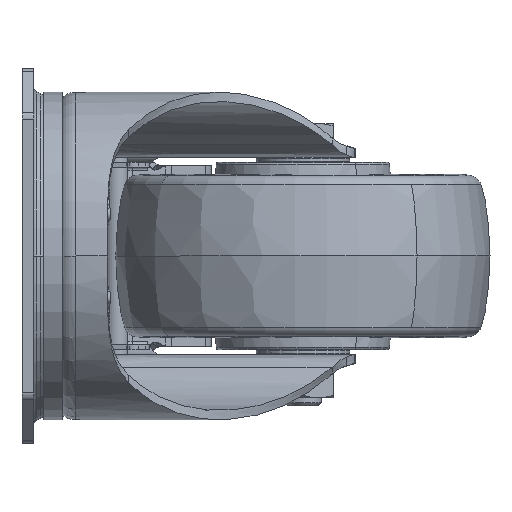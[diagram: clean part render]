
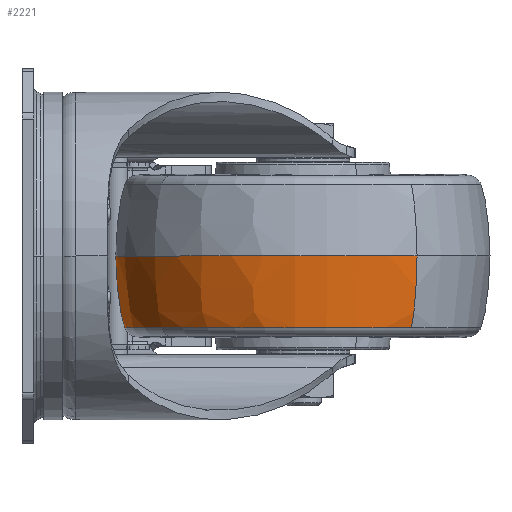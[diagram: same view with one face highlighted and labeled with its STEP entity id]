
A CAD part, left-side view. The second image highlights one B-rep face of the part: STEP entity #2221.
In plain terms, the highlighted free-form (B-spline) face has degree [3, 3] with [4, 4] control points.
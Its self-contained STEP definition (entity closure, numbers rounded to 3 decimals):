
#323 = CARTESIAN_POINT ( 'NONE',  ( -42.176, -15.098, -6.975 ) ) ;
#1725 = CARTESIAN_POINT ( 'NONE',  ( 69.596, -29.71, -6.975 ) ) ;
#2221 = ADVANCED_FACE ( 'NONE', ( #67695 ), #67455, .T. ) ;
#3227 = CARTESIAN_POINT ( 'NONE',  ( 20.954, 33.803, 0. ) ) ;
#4272 = AXIS2_PLACEMENT_3D ( 'NONE', #25431, #4863, #27142 ) ;
#4620 = EDGE_CURVE ( 'NONE', #84760, #10550, #22758, .T. ) ;
#4863 = DIRECTION ( 'NONE',  ( 0., 0., -1. ) ) ;
#5531 = CARTESIAN_POINT ( 'NONE',  ( 6.288, -78.379, 0. ) ) ;
#5744 = CIRCLE ( 'NONE', #28026, 40. ) ;
#7762 = CARTESIAN_POINT ( 'NONE',  ( 21.782, 29.539, -15.292 ) ) ;
#9787 = EDGE_LOOP ( 'NONE', ( #30330, #78081, #61113, #46703, #45291 ) ) ;
#10550 = VERTEX_POINT ( 'NONE', #83267 ) ;
#10900 = CARTESIAN_POINT ( 'NONE',  ( 7.828, -77.195, -15.292 ) ) ;
#12609 = EDGE_CURVE ( 'NONE', #86394, #15440, #56985, .T. ) ;
#14763 = CARTESIAN_POINT ( 'NONE',  ( 6.404, -78.29, -6.975 ) ) ;
#15440 = VERTEX_POINT ( 'NONE', #19302 ) ;
#16797 = CARTESIAN_POINT ( 'NONE',  ( 6.288, -78.379, 0. ) ) ;
#19302 = CARTESIAN_POINT ( 'NONE',  ( 69.712, -29.621, 0. ) ) ;
#19479 = CARTESIAN_POINT ( 'NONE',  ( 68.172, -30.805, -15.292 ) ) ;
#20491 = CARTESIAN_POINT ( 'NONE',  ( -40.62, -15.853, -12.426 ) ) ;
#21771 = CARTESIAN_POINT ( 'NONE',  ( 69.596, -29.71, -6.975 ) ) ;
#22297 = CARTESIAN_POINT ( 'NONE',  ( 68.172, -30.805, -15.292 ) ) ;
#22758 =( BOUNDED_CURVE ( )  B_SPLINE_CURVE ( 3, ( #51907, #31807, #37024, #5531 ),
 .UNSPECIFIED., .F., .F. ) 
 B_SPLINE_CURVE_WITH_KNOTS ( ( 4, 4 ),
 ( 0., 1. ),
 .UNSPECIFIED. ) 
 CURVE ( )  GEOMETRIC_REPRESENTATION_ITEM ( )  RATIONAL_B_SPLINE_CURVE ( ( 0.984, 0.808, 0.719, 0.72 ) ) 
 REPRESENTATION_ITEM ( '' )  );
#23353 = CARTESIAN_POINT ( 'NONE',  ( 7.017, -77.818, -12.426 ) ) ;
#24227 = DIRECTION ( 'NONE',  ( 0., 0., -1. ) ) ;
#24717 = EDGE_CURVE ( 'NONE', #64829, #86394, #76937, .T. ) ;
#25431 = CARTESIAN_POINT ( 'NONE',  ( 38., -54., -15.292 ) ) ;
#26466 = EDGE_CURVE ( 'NONE', #84760, #64829, #62166, .T. ) ;
#27142 = DIRECTION ( 'NONE',  ( -0.609, 0.793, 0. ) ) ;
#28026 = AXIS2_PLACEMENT_3D ( 'NONE', #57041, #24227, #50009 ) ;
#28284 = CARTESIAN_POINT ( 'NONE',  ( 21.016, 33.482, -6.975 ) ) ;
#30330 = ORIENTED_EDGE ( 'NONE', *, *, #26466, .F. ) ;
#31807 = CARTESIAN_POINT ( 'NONE',  ( 7.017, -77.818, -12.426 ) ) ;
#37024 = CARTESIAN_POINT ( 'NONE',  ( 6.404, -78.29, -6.975 ) ) ;
#40547 = CARTESIAN_POINT ( 'NONE',  ( 21.346, 31.784, -12.426 ) ) ;
#42591 = DIRECTION ( 'NONE',  ( 0., 0., -1. ) ) ;
#45291 = ORIENTED_EDGE ( 'NONE', *, *, #24717, .F. ) ;
#46703 = ORIENTED_EDGE ( 'NONE', *, *, #12609, .F. ) ;
#47124 = CARTESIAN_POINT ( 'NONE',  ( 69.712, -29.621, 0. ) ) ;
#47434 = CARTESIAN_POINT ( 'NONE',  ( 14.805, -23.828, -15.292 ) ) ;
#47961 = CARTESIAN_POINT ( 'NONE',  ( -38.562, -16.851, -15.292 ) ) ;
#48907 = CARTESIAN_POINT ( 'NONE',  ( 69.712, -29.621, 0. ) ) ;
#50009 = DIRECTION ( 'NONE',  ( -0.609, 0.793, 0. ) ) ;
#51907 = CARTESIAN_POINT ( 'NONE',  ( 7.828, -77.195, -15.292 ) ) ;
#52393 = AXIS2_PLACEMENT_3D ( 'NONE', #76341, #42591, #70207 ) ;
#54565 = CARTESIAN_POINT ( 'NONE',  ( -42.47, -14.955, 0. ) ) ;
#56985 =( BOUNDED_CURVE ( )  B_SPLINE_CURVE ( 3, ( #22297, #61646, #1725, #48907 ),
 .UNSPECIFIED., .F., .F. ) 
 B_SPLINE_CURVE_WITH_KNOTS ( ( 4, 4 ),
 ( 0., 1. ),
 .UNSPECIFIED. ) 
 CURVE ( )  GEOMETRIC_REPRESENTATION_ITEM ( )  RATIONAL_B_SPLINE_CURVE ( ( 0.984, 0.808, 0.719, 0.72 ) ) 
 REPRESENTATION_ITEM ( '' )  );
#57041 = CARTESIAN_POINT ( 'NONE',  ( 38., -54., 0. ) ) ;
#57564 = EDGE_CURVE ( 'NONE', #10550, #15440, #5744, .T. ) ;
#61113 = ORIENTED_EDGE ( 'NONE', *, *, #57564, .T. ) ;
#61646 = CARTESIAN_POINT ( 'NONE',  ( 68.983, -30.182, -12.426 ) ) ;
#62166 = CIRCLE ( 'NONE', #52393, 38.057 ) ;
#63168 = CARTESIAN_POINT ( 'NONE',  ( 68.983, -30.182, -12.426 ) ) ;
#64829 = VERTEX_POINT ( 'NONE', #47434 ) ;
#67455 =( BOUNDED_SURFACE ( )  B_SPLINE_SURFACE ( 3, 3, ( 
 ( #81754, #47961, #7762, #83355 ),
 ( #23353, #20491, #40547, #63168 ),
 ( #14763, #323, #28284, #21771 ),
 ( #16797, #54565, #3227, #47124 ) ),
 .UNSPECIFIED., .F., .F., .F. ) 
 B_SPLINE_SURFACE_WITH_KNOTS ( ( 4, 4 ),
 ( 4, 4 ),
 ( 0., 1. ),
 ( 0., 1. ),
 .UNSPECIFIED. ) 
 GEOMETRIC_REPRESENTATION_ITEM ( )  RATIONAL_B_SPLINE_SURFACE ( (
 ( 0.984, 0.328, 0.328, 0.984),
 ( 0.808, 0.269, 0.269, 0.808),
 ( 0.719, 0.24, 0.24, 0.719),
 ( 0.72, 0.24, 0.24, 0.72) ) ) 
 REPRESENTATION_ITEM ( '' )  SURFACE ( )  );
#67695 = FACE_OUTER_BOUND ( 'NONE', #9787, .T. ) ;
#70207 = DIRECTION ( 'NONE',  ( -0.609, 0.793, 0. ) ) ;
#76341 = CARTESIAN_POINT ( 'NONE',  ( 38., -54., -15.292 ) ) ;
#76937 = CIRCLE ( 'NONE', #4272, 38.057 ) ;
#78081 = ORIENTED_EDGE ( 'NONE', *, *, #4620, .T. ) ;
#81754 = CARTESIAN_POINT ( 'NONE',  ( 7.828, -77.195, -15.292 ) ) ;
#83267 = CARTESIAN_POINT ( 'NONE',  ( 6.288, -78.379, 0. ) ) ;
#83355 = CARTESIAN_POINT ( 'NONE',  ( 68.172, -30.805, -15.292 ) ) ;
#84760 = VERTEX_POINT ( 'NONE', #10900 ) ;
#86394 = VERTEX_POINT ( 'NONE', #19479 ) ;
